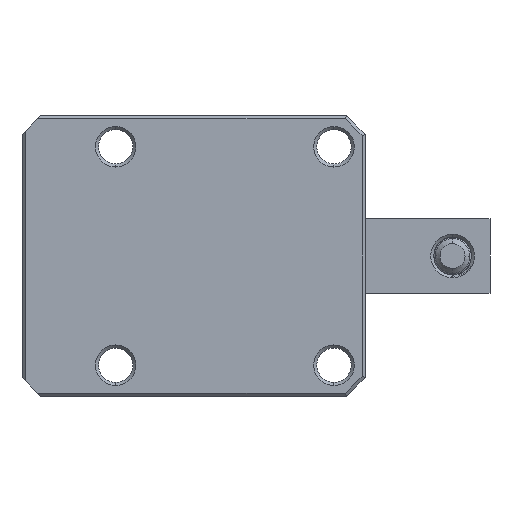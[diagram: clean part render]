
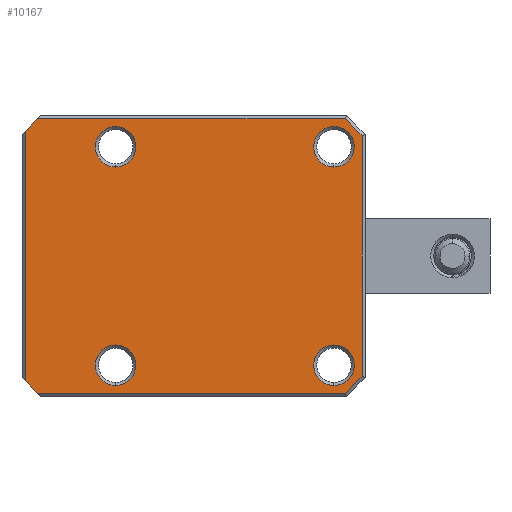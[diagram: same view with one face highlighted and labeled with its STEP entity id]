
A CAD part, front view. The second image highlights one B-rep face of the part: STEP entity #10167.
In plain terms, the highlighted planar face has unit normal (0, -1, 0).
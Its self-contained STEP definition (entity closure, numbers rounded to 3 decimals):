
#141 = EDGE_CURVE ( 'NONE', #5300, #8024, #645, .T. ) ;
#187 = VERTEX_POINT ( 'NONE', #15526 ) ;
#501 = CIRCLE ( 'NONE', #8628, 3.25 ) ;
#645 = CIRCLE ( 'NONE', #13596, 3.25 ) ;
#1150 = AXIS2_PLACEMENT_3D ( 'NONE', #3592, #17811, #6582 ) ;
#1204 = DIRECTION ( 'NONE',  ( 0., 0., -1. ) ) ;
#1435 = ORIENTED_EDGE ( 'NONE', *, *, #14652, .T. ) ;
#1556 = CARTESIAN_POINT ( 'NONE',  ( 480.63, 64.989, 20.75 ) ) ;
#1687 = ORIENTED_EDGE ( 'NONE', *, *, #13083, .T. ) ;
#1971 = DIRECTION ( 'NONE',  ( 0., 0., -1. ) ) ;
#2085 = DIRECTION ( 'NONE',  ( 0.707, 0., 0.707 ) ) ;
#2114 = LINE ( 'NONE', #2451, #7259 ) ;
#2159 = CIRCLE ( 'NONE', #11506, 3.25 ) ;
#2451 = CARTESIAN_POINT ( 'NONE',  ( 457.88, 64.989, 22. ) ) ;
#2518 = CARTESIAN_POINT ( 'NONE',  ( 480.63, 64.989, 14.25 ) ) ;
#2695 = AXIS2_PLACEMENT_3D ( 'NONE', #3233, #13197, #1971 ) ;
#2707 = ORIENTED_EDGE ( 'NONE', *, *, #6364, .T. ) ;
#2740 = CARTESIAN_POINT ( 'NONE',  ( 480.63, 64.989, 17.5 ) ) ;
#2827 = VERTEX_POINT ( 'NONE', #12091 ) ;
#3204 = VERTEX_POINT ( 'NONE', #3470 ) ;
#3233 = CARTESIAN_POINT ( 'NONE',  ( 480.63, 64.989, -17.5 ) ) ;
#3313 = DIRECTION ( 'NONE',  ( 0., 0., -1. ) ) ;
#3321 = VERTEX_POINT ( 'NONE', #7954 ) ;
#3434 = VECTOR ( 'NONE', #9919, 1000. ) ;
#3453 = EDGE_CURVE ( 'NONE', #3488, #187, #2114, .T. ) ;
#3470 = CARTESIAN_POINT ( 'NONE',  ( 431.13, 64.989, -20. ) ) ;
#3476 = ORIENTED_EDGE ( 'NONE', *, *, #16196, .F. ) ;
#3488 = VERTEX_POINT ( 'NONE', #13845 ) ;
#3577 = CARTESIAN_POINT ( 'NONE',  ( 445.63, 64.989, -14.25 ) ) ;
#3592 = CARTESIAN_POINT ( 'NONE',  ( 431.13, 64.989, 22. ) ) ;
#3895 = FACE_BOUND ( 'NONE', #16286, .T. ) ;
#4046 = CARTESIAN_POINT ( 'NONE',  ( 445.63, 64.989, -17.5 ) ) ;
#4115 = CARTESIAN_POINT ( 'NONE',  ( 482.423, 64.989, -22. ) ) ;
#4201 = DIRECTION ( 'NONE',  ( 0., 0., -1. ) ) ;
#4414 = ORIENTED_EDGE ( 'NONE', *, *, #5370, .T. ) ;
#4452 = DIRECTION ( 'NONE',  ( 0., 1., 0. ) ) ;
#4456 = DIRECTION ( 'NONE',  ( -0.707, 0., -0.707 ) ) ;
#4520 = VERTEX_POINT ( 'NONE', #5072 ) ;
#4654 = EDGE_CURVE ( 'NONE', #15585, #7633, #501, .T. ) ;
#4857 = AXIS2_PLACEMENT_3D ( 'NONE', #10614, #16511, #12189 ) ;
#4913 = DIRECTION ( 'NONE',  ( -0.707, 0., 0.707 ) ) ;
#5072 = CARTESIAN_POINT ( 'NONE',  ( 480.63, 64.989, -14.25 ) ) ;
#5300 = VERTEX_POINT ( 'NONE', #11060 ) ;
#5370 = EDGE_CURVE ( 'NONE', #9128, #3488, #7221, .T. ) ;
#5459 = ORIENTED_EDGE ( 'NONE', *, *, #141, .T. ) ;
#5531 = CIRCLE ( 'NONE', #18338, 3.25 ) ;
#5633 = DIRECTION ( 'NONE',  ( 0., 1., 0. ) ) ;
#5735 = ORIENTED_EDGE ( 'NONE', *, *, #4654, .T. ) ;
#5747 = EDGE_CURVE ( 'NONE', #17026, #3321, #16246, .T. ) ;
#5855 = LINE ( 'NONE', #11518, #16546 ) ;
#5971 = CARTESIAN_POINT ( 'NONE',  ( 457.88, 64.989, -22. ) ) ;
#6280 = CIRCLE ( 'NONE', #12083, 3.25 ) ;
#6364 = EDGE_CURVE ( 'NONE', #4520, #14198, #12420, .T. ) ;
#6400 = EDGE_CURVE ( 'NONE', #2827, #10745, #5531, .T. ) ;
#6582 = DIRECTION ( 'NONE',  ( 0., 0., -1. ) ) ;
#6585 = ORIENTED_EDGE ( 'NONE', *, *, #6400, .T. ) ;
#6712 = EDGE_CURVE ( 'NONE', #10745, #2827, #2159, .T. ) ;
#6774 = EDGE_CURVE ( 'NONE', #15187, #9128, #13091, .T. ) ;
#6910 = ORIENTED_EDGE ( 'NONE', *, *, #8351, .T. ) ;
#7159 = CARTESIAN_POINT ( 'NONE',  ( 485.13, 64.989, -19.293 ) ) ;
#7221 = LINE ( 'NONE', #17318, #3434 ) ;
#7259 = VECTOR ( 'NONE', #10922, 1000. ) ;
#7300 = EDGE_LOOP ( 'NONE', ( #6910, #2707 ) ) ;
#7553 = ORIENTED_EDGE ( 'NONE', *, *, #14735, .T. ) ;
#7633 = VERTEX_POINT ( 'NONE', #1556 ) ;
#7679 = FACE_BOUND ( 'NONE', #7300, .T. ) ;
#7768 = CARTESIAN_POINT ( 'NONE',  ( 482.423, 64.989, -22. ) ) ;
#7832 = CARTESIAN_POINT ( 'NONE',  ( 431.13, 64.989, 0. ) ) ;
#7844 = CARTESIAN_POINT ( 'NONE',  ( 445.63, 64.989, -17.5 ) ) ;
#7887 = CARTESIAN_POINT ( 'NONE',  ( 431.13, 64.989, 20. ) ) ;
#7907 = DIRECTION ( 'NONE',  ( 0., 0., -1. ) ) ;
#7954 = CARTESIAN_POINT ( 'NONE',  ( 433.13, 64.989, -22. ) ) ;
#7967 = DIRECTION ( 'NONE',  ( 0., 1., 0. ) ) ;
#8024 = VERTEX_POINT ( 'NONE', #10292 ) ;
#8351 = EDGE_CURVE ( 'NONE', #14198, #4520, #9244, .T. ) ;
#8628 = AXIS2_PLACEMENT_3D ( 'NONE', #2740, #4452, #4201 ) ;
#8783 = AXIS2_PLACEMENT_3D ( 'NONE', #14409, #16042, #11733 ) ;
#8959 = EDGE_CURVE ( 'NONE', #7633, #15585, #16860, .T. ) ;
#9030 = DIRECTION ( 'NONE',  ( 0., 1., 0. ) ) ;
#9128 = VERTEX_POINT ( 'NONE', #10640 ) ;
#9210 = FACE_BOUND ( 'NONE', #17787, .T. ) ;
#9244 = CIRCLE ( 'NONE', #2695, 3.25 ) ;
#9323 = VECTOR ( 'NONE', #4913, 1000. ) ;
#9567 = LINE ( 'NONE', #7832, #17429 ) ;
#9919 = DIRECTION ( 'NONE',  ( -0.707, 0., 0.707 ) ) ;
#10077 = ORIENTED_EDGE ( 'NONE', *, *, #15391, .T. ) ;
#10102 = FACE_OUTER_BOUND ( 'NONE', #16784, .T. ) ;
#10167 = ADVANCED_FACE ( 'NONE', ( #7679, #9210, #3895, #18166, #10102 ), #16562, .T. ) ;
#10292 = CARTESIAN_POINT ( 'NONE',  ( 445.63, 64.989, 20.75 ) ) ;
#10319 = CARTESIAN_POINT ( 'NONE',  ( 445.63, 64.989, 17.5 ) ) ;
#10490 = CARTESIAN_POINT ( 'NONE',  ( 480.63, 64.989, -20.75 ) ) ;
#10614 = CARTESIAN_POINT ( 'NONE',  ( 480.63, 64.989, -17.5 ) ) ;
#10640 = CARTESIAN_POINT ( 'NONE',  ( 485.13, 64.989, 19.293 ) ) ;
#10662 = ORIENTED_EDGE ( 'NONE', *, *, #8959, .T. ) ;
#10745 = VERTEX_POINT ( 'NONE', #3577 ) ;
#10922 = DIRECTION ( 'NONE',  ( -1., 0., 0. ) ) ;
#11060 = CARTESIAN_POINT ( 'NONE',  ( 445.63, 64.989, 14.25 ) ) ;
#11096 = DIRECTION ( 'NONE',  ( 0., 0., -1. ) ) ;
#11173 = DIRECTION ( 'NONE',  ( 0., 0., 1. ) ) ;
#11483 = ORIENTED_EDGE ( 'NONE', *, *, #6712, .T. ) ;
#11506 = AXIS2_PLACEMENT_3D ( 'NONE', #4046, #16879, #1204 ) ;
#11518 = CARTESIAN_POINT ( 'NONE',  ( 432.13, 64.989, 21. ) ) ;
#11733 = DIRECTION ( 'NONE',  ( 0., 0., -1. ) ) ;
#12083 = AXIS2_PLACEMENT_3D ( 'NONE', #10319, #9030, #3313 ) ;
#12091 = CARTESIAN_POINT ( 'NONE',  ( 445.63, 64.989, -20.75 ) ) ;
#12189 = DIRECTION ( 'NONE',  ( 0., 0., -1. ) ) ;
#12420 = CIRCLE ( 'NONE', #4857, 3.25 ) ;
#12815 = CARTESIAN_POINT ( 'NONE',  ( 485.13, 64.989, 0. ) ) ;
#13083 = EDGE_CURVE ( 'NONE', #17026, #15187, #18523, .T. ) ;
#13091 = LINE ( 'NONE', #12815, #14859 ) ;
#13197 = DIRECTION ( 'NONE',  ( 0., 1., 0. ) ) ;
#13315 = DIRECTION ( 'NONE',  ( -1., 0., 0. ) ) ;
#13596 = AXIS2_PLACEMENT_3D ( 'NONE', #18484, #5633, #11096 ) ;
#13665 = CARTESIAN_POINT ( 'NONE',  ( 432.13, 64.989, -21. ) ) ;
#13845 = CARTESIAN_POINT ( 'NONE',  ( 482.423, 64.989, 22. ) ) ;
#14198 = VERTEX_POINT ( 'NONE', #10490 ) ;
#14409 = CARTESIAN_POINT ( 'NONE',  ( 480.63, 64.989, 17.5 ) ) ;
#14652 = EDGE_CURVE ( 'NONE', #187, #16139, #5855, .T. ) ;
#14697 = VECTOR ( 'NONE', #2085, 1000. ) ;
#14735 = EDGE_CURVE ( 'NONE', #8024, #5300, #6280, .T. ) ;
#14859 = VECTOR ( 'NONE', #11173, 1000. ) ;
#15187 = VERTEX_POINT ( 'NONE', #7159 ) ;
#15325 = ORIENTED_EDGE ( 'NONE', *, *, #5747, .F. ) ;
#15391 = EDGE_CURVE ( 'NONE', #16139, #3204, #9567, .T. ) ;
#15526 = CARTESIAN_POINT ( 'NONE',  ( 433.13, 64.989, 22. ) ) ;
#15585 = VERTEX_POINT ( 'NONE', #2518 ) ;
#16042 = DIRECTION ( 'NONE',  ( 0., 1., 0. ) ) ;
#16139 = VERTEX_POINT ( 'NONE', #7887 ) ;
#16196 = EDGE_CURVE ( 'NONE', #3321, #3204, #16944, .T. ) ;
#16246 = LINE ( 'NONE', #5971, #18040 ) ;
#16286 = EDGE_LOOP ( 'NONE', ( #5459, #7553 ) ) ;
#16511 = DIRECTION ( 'NONE',  ( 0., 1., 0. ) ) ;
#16546 = VECTOR ( 'NONE', #4456, 1000. ) ;
#16562 = PLANE ( 'NONE',  #1150 ) ;
#16587 = ORIENTED_EDGE ( 'NONE', *, *, #3453, .T. ) ;
#16618 = DIRECTION ( 'NONE',  ( 0., 0., -1. ) ) ;
#16784 = EDGE_LOOP ( 'NONE', ( #10077, #3476, #15325, #1687, #17289, #4414, #16587, #1435 ) ) ;
#16860 = CIRCLE ( 'NONE', #8783, 3.25 ) ;
#16879 = DIRECTION ( 'NONE',  ( 0., 1., 0. ) ) ;
#16944 = LINE ( 'NONE', #13665, #9323 ) ;
#17026 = VERTEX_POINT ( 'NONE', #4115 ) ;
#17289 = ORIENTED_EDGE ( 'NONE', *, *, #6774, .T. ) ;
#17318 = CARTESIAN_POINT ( 'NONE',  ( 485.13, 64.989, 19.293 ) ) ;
#17429 = VECTOR ( 'NONE', #16618, 1000. ) ;
#17503 = EDGE_LOOP ( 'NONE', ( #5735, #10662 ) ) ;
#17787 = EDGE_LOOP ( 'NONE', ( #6585, #11483 ) ) ;
#17811 = DIRECTION ( 'NONE',  ( 0., -1., 0. ) ) ;
#18040 = VECTOR ( 'NONE', #13315, 1000. ) ;
#18166 = FACE_BOUND ( 'NONE', #17503, .T. ) ;
#18338 = AXIS2_PLACEMENT_3D ( 'NONE', #7844, #7967, #7907 ) ;
#18484 = CARTESIAN_POINT ( 'NONE',  ( 445.63, 64.989, 17.5 ) ) ;
#18523 = LINE ( 'NONE', #7768, #14697 ) ;
